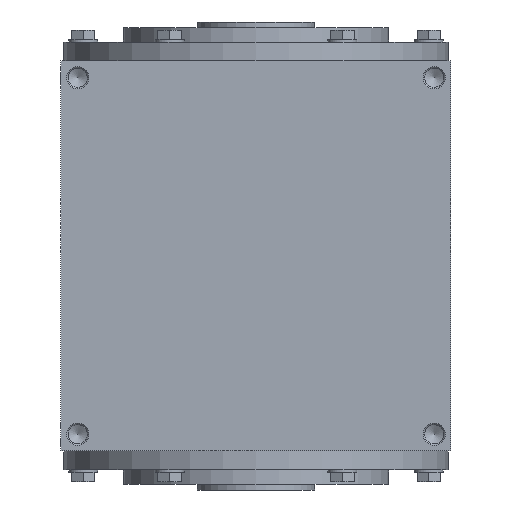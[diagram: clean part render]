
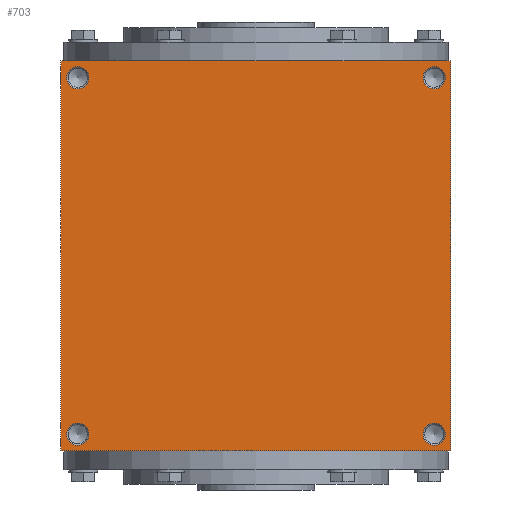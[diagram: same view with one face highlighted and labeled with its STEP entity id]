
A CAD part, left-side view. The second image highlights one B-rep face of the part: STEP entity #703.
In plain terms, the highlighted face is planar.
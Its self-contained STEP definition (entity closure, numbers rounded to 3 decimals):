
#703 = ADVANCED_FACE( '', ( #1411, #1412, #1413, #1414, #1415 ), #1416, .F. );
#1411 = FACE_BOUND( '', #2054, .T. );
#1412 = FACE_BOUND( '', #2055, .T. );
#1413 = FACE_BOUND( '', #2056, .T. );
#1414 = FACE_BOUND( '', #2057, .T. );
#1415 = FACE_OUTER_BOUND( '', #2058, .T. );
#1416 = PLANE( '', #2059 );
#2054 = EDGE_LOOP( '', ( #3238 ) );
#2055 = EDGE_LOOP( '', ( #3239 ) );
#2056 = EDGE_LOOP( '', ( #3240 ) );
#2057 = EDGE_LOOP( '', ( #3241 ) );
#2058 = EDGE_LOOP( '', ( #3242, #3243, #3244, #3245 ) );
#2059 = AXIS2_PLACEMENT_3D( '', #3246, #3247, #3248 );
#3238 = ORIENTED_EDGE( '', *, *, #3725, .F. );
#3239 = ORIENTED_EDGE( '', *, *, #3670, .T. );
#3240 = ORIENTED_EDGE( '', *, *, #3556, .F. );
#3241 = ORIENTED_EDGE( '', *, *, #3303, .T. );
#3242 = ORIENTED_EDGE( '', *, *, #3386, .F. );
#3243 = ORIENTED_EDGE( '', *, *, #3598, .F. );
#3244 = ORIENTED_EDGE( '', *, *, #3624, .F. );
#3245 = ORIENTED_EDGE( '', *, *, #3530, .F. );
#3246 = CARTESIAN_POINT( '', ( 0., 0., -175. ) );
#3247 = DIRECTION( '', ( 0., 0., 1. ) );
#3248 = DIRECTION( '', ( 1., 0., 0. ) );
#3303 = EDGE_CURVE( '', #3770, #3770, #3771, .T. );
#3386 = EDGE_CURVE( '', #3905, #3906, #3907, .T. );
#3530 = EDGE_CURVE( '', #3906, #4129, #4130, .T. );
#3556 = EDGE_CURVE( '', #4165, #4165, #4166, .T. );
#3598 = EDGE_CURVE( '', #4217, #3905, #4218, .T. );
#3624 = EDGE_CURVE( '', #4129, #4217, #4253, .T. );
#3670 = EDGE_CURVE( '', #4310, #4310, #4311, .T. );
#3725 = EDGE_CURVE( '', #4373, #4373, #4374, .T. );
#3770 = VERTEX_POINT( '', #4419 );
#3771 = CIRCLE( '', #4420, 10. );
#3905 = VERTEX_POINT( '', #4617 );
#3906 = VERTEX_POINT( '', #4618 );
#3907 = LINE( '', #4619, #4620 );
#4129 = VERTEX_POINT( '', #4906 );
#4130 = LINE( '', #4907, #4908 );
#4165 = VERTEX_POINT( '', #4958 );
#4166 = CIRCLE( '', #4959, 10. );
#4217 = VERTEX_POINT( '', #5010 );
#4218 = LINE( '', #5011, #5012 );
#4253 = LINE( '', #5049, #5050 );
#4310 = VERTEX_POINT( '', #5160 );
#4311 = CIRCLE( '', #5161, 10. );
#4373 = VERTEX_POINT( '', #5234 );
#4374 = CIRCLE( '', #5235, 10. );
#4419 = CARTESIAN_POINT( '', ( 170., -160., -175. ) );
#4420 = AXIS2_PLACEMENT_3D( '', #5285, #5286, #5287 );
#4617 = CARTESIAN_POINT( '', ( -175., 175., -175. ) );
#4618 = CARTESIAN_POINT( '', ( -175., -175., -175. ) );
#4619 = CARTESIAN_POINT( '', ( -175., 175., -175. ) );
#4620 = VECTOR( '', #5438, 1000. );
#4906 = CARTESIAN_POINT( '', ( 175., -175., -175. ) );
#4907 = CARTESIAN_POINT( '', ( -175., -175., -175. ) );
#4908 = VECTOR( '', #5675, 1000. );
#4958 = CARTESIAN_POINT( '', ( -170., -160., -175. ) );
#4959 = AXIS2_PLACEMENT_3D( '', #5709, #5710, #5711 );
#5010 = CARTESIAN_POINT( '', ( 175., 175., -175. ) );
#5011 = CARTESIAN_POINT( '', ( 175., 175., -175. ) );
#5012 = VECTOR( '', #5766, 1000. );
#5049 = CARTESIAN_POINT( '', ( 175., -175., -175. ) );
#5050 = VECTOR( '', #5805, 1000. );
#5160 = CARTESIAN_POINT( '', ( 170., 160., -175. ) );
#5161 = AXIS2_PLACEMENT_3D( '', #5869, #5870, #5871 );
#5234 = CARTESIAN_POINT( '', ( -170., 160., -175. ) );
#5235 = AXIS2_PLACEMENT_3D( '', #5926, #5927, #5928 );
#5285 = CARTESIAN_POINT( '', ( 160., -160., -175. ) );
#5286 = DIRECTION( '', ( 0., 0., 1. ) );
#5287 = DIRECTION( '', ( 1., 0., 0. ) );
#5438 = DIRECTION( '', ( 0., -1., 0. ) );
#5675 = DIRECTION( '', ( 1., 0., 0. ) );
#5709 = CARTESIAN_POINT( '', ( -160., -160., -175. ) );
#5710 = DIRECTION( '', ( 0., 0., -1. ) );
#5711 = DIRECTION( '', ( -1., 0., 0. ) );
#5766 = DIRECTION( '', ( -1., 0., 0. ) );
#5805 = DIRECTION( '', ( 0., 1., 0. ) );
#5869 = CARTESIAN_POINT( '', ( 160., 160., -175. ) );
#5870 = DIRECTION( '', ( 0., 0., 1. ) );
#5871 = DIRECTION( '', ( 1., 0., 0. ) );
#5926 = CARTESIAN_POINT( '', ( -160., 160., -175. ) );
#5927 = DIRECTION( '', ( 0., 0., -1. ) );
#5928 = DIRECTION( '', ( -1., 0., 0. ) );
